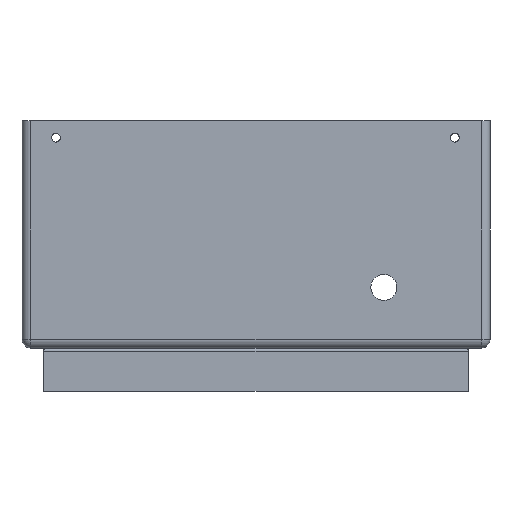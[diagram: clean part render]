
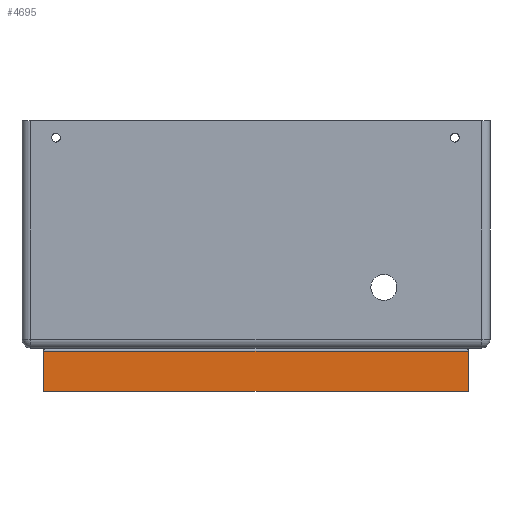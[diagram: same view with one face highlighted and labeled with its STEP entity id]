
A CAD part, front view. The second image highlights one B-rep face of the part: STEP entity #4695.
In plain terms, the highlighted planar face has unit normal (0, -1, 0).
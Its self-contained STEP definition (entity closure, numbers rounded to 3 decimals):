
#1678 = CYLINDRICAL_SURFACE('',#1679,0.75);
#1679 = AXIS2_PLACEMENT_3D('',#1680,#1681,#1682);
#1680 = CARTESIAN_POINT('',(-49.,-19.05,-28.25));
#1681 = DIRECTION('',(1.,0.,0.));
#1682 = DIRECTION('',(0.,-1.,0.));
#3562 = VERTEX_POINT('',#3563);
#3563 = CARTESIAN_POINT('',(-49.,-19.8,-28.25));
#3624 = VERTEX_POINT('',#3625);
#3625 = CARTESIAN_POINT('',(49.,-19.8,-28.25));
#3657 = EDGE_CURVE('',#3562,#3624,#3658,.T.);
#3658 = SURFACE_CURVE('',#3659,(#3663,#3670),.PCURVE_S1.);
#3659 = LINE('',#3660,#3661);
#3660 = CARTESIAN_POINT('',(-49.,-19.8,-28.25));
#3661 = VECTOR('',#3662,1.);
#3662 = DIRECTION('',(1.,0.,0.));
#3663 = PCURVE('',#1678,#3664);
#3664 = DEFINITIONAL_REPRESENTATION('',(#3665),#3669);
#3665 = LINE('',#3666,#3667);
#3666 = CARTESIAN_POINT('',(-0.,0.));
#3667 = VECTOR('',#3668,1.);
#3668 = DIRECTION('',(-0.,1.));
#3669 = ( GEOMETRIC_REPRESENTATION_CONTEXT(2) 
PARAMETRIC_REPRESENTATION_CONTEXT() REPRESENTATION_CONTEXT('2D SPACE',''
  ) );
#3670 = PCURVE('',#3671,#3676);
#3671 = PLANE('',#3672);
#3672 = AXIS2_PLACEMENT_3D('',#3673,#3674,#3675);
#3673 = CARTESIAN_POINT('',(-49.,-19.8,-27.5));
#3674 = DIRECTION('',(0.,-1.,0.));
#3675 = DIRECTION('',(1.,0.,0.));
#3676 = DEFINITIONAL_REPRESENTATION('',(#3677),#3681);
#3677 = LINE('',#3678,#3679);
#3678 = CARTESIAN_POINT('',(0.,-0.75));
#3679 = VECTOR('',#3680,1.);
#3680 = DIRECTION('',(1.,0.));
#3681 = ( GEOMETRIC_REPRESENTATION_CONTEXT(2) 
PARAMETRIC_REPRESENTATION_CONTEXT() REPRESENTATION_CONTEXT('2D SPACE',''
  ) );
#3703 = PLANE('',#3704);
#3704 = AXIS2_PLACEMENT_3D('',#3705,#3706,#3707);
#3705 = CARTESIAN_POINT('',(49.,-19.8,-27.5));
#3706 = DIRECTION('',(1.,0.,0.));
#3707 = DIRECTION('',(-0.,1.,0.));
#3948 = PLANE('',#3949);
#3949 = AXIS2_PLACEMENT_3D('',#3950,#3951,#3952);
#3950 = CARTESIAN_POINT('',(-49.,-17.8,-27.5));
#3951 = DIRECTION('',(-1.,0.,0.));
#3952 = DIRECTION('',(0.,-1.,0.));
#4695 = ADVANCED_FACE('',(#4696),#3671,.T.);
#4696 = FACE_BOUND('',#4697,.T.);
#4697 = EDGE_LOOP('',(#4698,#4721,#4749,#4770));
#4698 = ORIENTED_EDGE('',*,*,#4699,.T.);
#4699 = EDGE_CURVE('',#3562,#4700,#4702,.T.);
#4700 = VERTEX_POINT('',#4701);
#4701 = CARTESIAN_POINT('',(-49.,-19.8,-37.5));
#4702 = SURFACE_CURVE('',#4703,(#4707,#4714),.PCURVE_S1.);
#4703 = LINE('',#4704,#4705);
#4704 = CARTESIAN_POINT('',(-49.,-19.8,-27.5));
#4705 = VECTOR('',#4706,1.);
#4706 = DIRECTION('',(0.,0.,-1.));
#4707 = PCURVE('',#3671,#4708);
#4708 = DEFINITIONAL_REPRESENTATION('',(#4709),#4713);
#4709 = LINE('',#4710,#4711);
#4710 = CARTESIAN_POINT('',(0.,0.));
#4711 = VECTOR('',#4712,1.);
#4712 = DIRECTION('',(0.,-1.));
#4713 = ( GEOMETRIC_REPRESENTATION_CONTEXT(2) 
PARAMETRIC_REPRESENTATION_CONTEXT() REPRESENTATION_CONTEXT('2D SPACE',''
  ) );
#4714 = PCURVE('',#3948,#4715);
#4715 = DEFINITIONAL_REPRESENTATION('',(#4716),#4720);
#4716 = LINE('',#4717,#4718);
#4717 = CARTESIAN_POINT('',(2.,0.));
#4718 = VECTOR('',#4719,1.);
#4719 = DIRECTION('',(0.,-1.));
#4720 = ( GEOMETRIC_REPRESENTATION_CONTEXT(2) 
PARAMETRIC_REPRESENTATION_CONTEXT() REPRESENTATION_CONTEXT('2D SPACE',''
  ) );
#4721 = ORIENTED_EDGE('',*,*,#4722,.T.);
#4722 = EDGE_CURVE('',#4700,#4723,#4725,.T.);
#4723 = VERTEX_POINT('',#4724);
#4724 = CARTESIAN_POINT('',(49.,-19.8,-37.5));
#4725 = SURFACE_CURVE('',#4726,(#4730,#4737),.PCURVE_S1.);
#4726 = LINE('',#4727,#4728);
#4727 = CARTESIAN_POINT('',(-49.,-19.8,-37.5));
#4728 = VECTOR('',#4729,1.);
#4729 = DIRECTION('',(1.,0.,0.));
#4730 = PCURVE('',#3671,#4731);
#4731 = DEFINITIONAL_REPRESENTATION('',(#4732),#4736);
#4732 = LINE('',#4733,#4734);
#4733 = CARTESIAN_POINT('',(0.,-10.));
#4734 = VECTOR('',#4735,1.);
#4735 = DIRECTION('',(1.,0.));
#4736 = ( GEOMETRIC_REPRESENTATION_CONTEXT(2) 
PARAMETRIC_REPRESENTATION_CONTEXT() REPRESENTATION_CONTEXT('2D SPACE',''
  ) );
#4737 = PCURVE('',#4738,#4743);
#4738 = PLANE('',#4739);
#4739 = AXIS2_PLACEMENT_3D('',#4740,#4741,#4742);
#4740 = CARTESIAN_POINT('',(0.,-18.8,-37.5));
#4741 = DIRECTION('',(0.,0.,1.));
#4742 = DIRECTION('',(1.,0.,-0.));
#4743 = DEFINITIONAL_REPRESENTATION('',(#4744),#4748);
#4744 = LINE('',#4745,#4746);
#4745 = CARTESIAN_POINT('',(-49.,-1.));
#4746 = VECTOR('',#4747,1.);
#4747 = DIRECTION('',(1.,0.));
#4748 = ( GEOMETRIC_REPRESENTATION_CONTEXT(2) 
PARAMETRIC_REPRESENTATION_CONTEXT() REPRESENTATION_CONTEXT('2D SPACE',''
  ) );
#4749 = ORIENTED_EDGE('',*,*,#4750,.T.);
#4750 = EDGE_CURVE('',#4723,#3624,#4751,.T.);
#4751 = SURFACE_CURVE('',#4752,(#4756,#4763),.PCURVE_S1.);
#4752 = LINE('',#4753,#4754);
#4753 = CARTESIAN_POINT('',(49.,-19.8,-37.5));
#4754 = VECTOR('',#4755,1.);
#4755 = DIRECTION('',(0.,0.,1.));
#4756 = PCURVE('',#3671,#4757);
#4757 = DEFINITIONAL_REPRESENTATION('',(#4758),#4762);
#4758 = LINE('',#4759,#4760);
#4759 = CARTESIAN_POINT('',(98.,-10.));
#4760 = VECTOR('',#4761,1.);
#4761 = DIRECTION('',(0.,1.));
#4762 = ( GEOMETRIC_REPRESENTATION_CONTEXT(2) 
PARAMETRIC_REPRESENTATION_CONTEXT() REPRESENTATION_CONTEXT('2D SPACE',''
  ) );
#4763 = PCURVE('',#3703,#4764);
#4764 = DEFINITIONAL_REPRESENTATION('',(#4765),#4769);
#4765 = LINE('',#4766,#4767);
#4766 = CARTESIAN_POINT('',(0.,-10.));
#4767 = VECTOR('',#4768,1.);
#4768 = DIRECTION('',(0.,1.));
#4769 = ( GEOMETRIC_REPRESENTATION_CONTEXT(2) 
PARAMETRIC_REPRESENTATION_CONTEXT() REPRESENTATION_CONTEXT('2D SPACE',''
  ) );
#4770 = ORIENTED_EDGE('',*,*,#3657,.F.);
